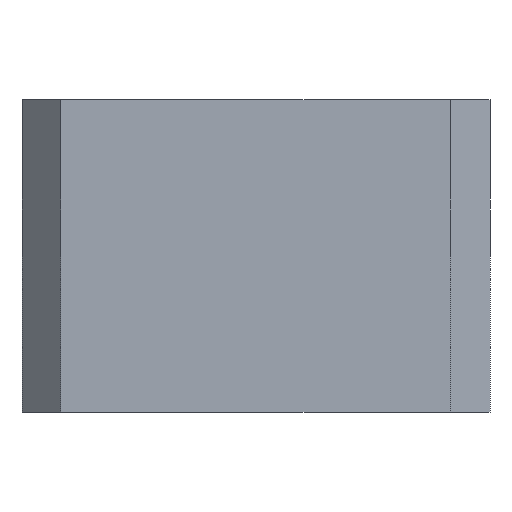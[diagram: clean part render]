
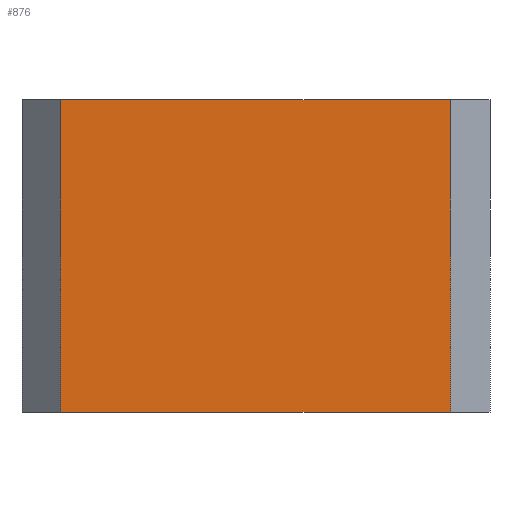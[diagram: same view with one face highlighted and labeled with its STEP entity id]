
A CAD part, left-side view. The second image highlights one B-rep face of the part: STEP entity #876.
In plain terms, the highlighted planar face has unit normal (-1, 0, 0).
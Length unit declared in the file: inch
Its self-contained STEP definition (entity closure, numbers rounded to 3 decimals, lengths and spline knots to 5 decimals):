
#144=FACE_OUTER_BOUND('',#197,.T.);
#197=EDGE_LOOP('',(#646,#647,#648,#649));
#261=LINE('',#1360,#325);
#268=LINE('',#1421,#332);
#269=LINE('',#1424,#333);
#270=LINE('',#1425,#334);
#325=VECTOR('',#1067,0.3937);
#332=VECTOR('',#1124,0.3937);
#333=VECTOR('',#1127,0.3937);
#334=VECTOR('',#1128,0.3937);
#387=VERTEX_POINT('',#1357);
#388=VERTEX_POINT('',#1359);
#417=VERTEX_POINT('',#1419);
#418=VERTEX_POINT('',#1423);
#481=EDGE_CURVE('',#387,#388,#261,.T.);
#512=EDGE_CURVE('',#388,#417,#268,.T.);
#513=EDGE_CURVE('',#418,#387,#269,.T.);
#514=EDGE_CURVE('',#417,#418,#270,.T.);
#646=ORIENTED_EDGE('',*,*,#512,.F.);
#647=ORIENTED_EDGE('',*,*,#481,.F.);
#648=ORIENTED_EDGE('',*,*,#513,.F.);
#649=ORIENTED_EDGE('',*,*,#514,.F.);
#858=PLANE('',#966);
#876=ADVANCED_FACE('',(#144),#858,.T.);
#966=AXIS2_PLACEMENT_3D('',#1422,#1125,#1126);
#1067=DIRECTION('',(0.,-1.,0.));
#1124=DIRECTION('',(0.,0.,-1.));
#1125=DIRECTION('center_axis',(-1.,0.,0.));
#1126=DIRECTION('ref_axis',(0.,1.,0.));
#1127=DIRECTION('',(0.,0.,1.));
#1128=DIRECTION('',(0.,1.,0.));
#1357=CARTESIAN_POINT('',(-2.,1.25,0.));
#1359=CARTESIAN_POINT('',(-2.,-1.25,0.));
#1360=CARTESIAN_POINT('',(-2.,1.5,0.));
#1419=CARTESIAN_POINT('',(-2.,-1.25,-2.));
#1421=CARTESIAN_POINT('',(-2.,-1.25,0.));
#1422=CARTESIAN_POINT('Origin',(-2.,-1.5,0.));
#1423=CARTESIAN_POINT('',(-2.,1.25,-2.));
#1424=CARTESIAN_POINT('',(-2.,1.25,0.));
#1425=CARTESIAN_POINT('',(-2.,1.5,-2.));
